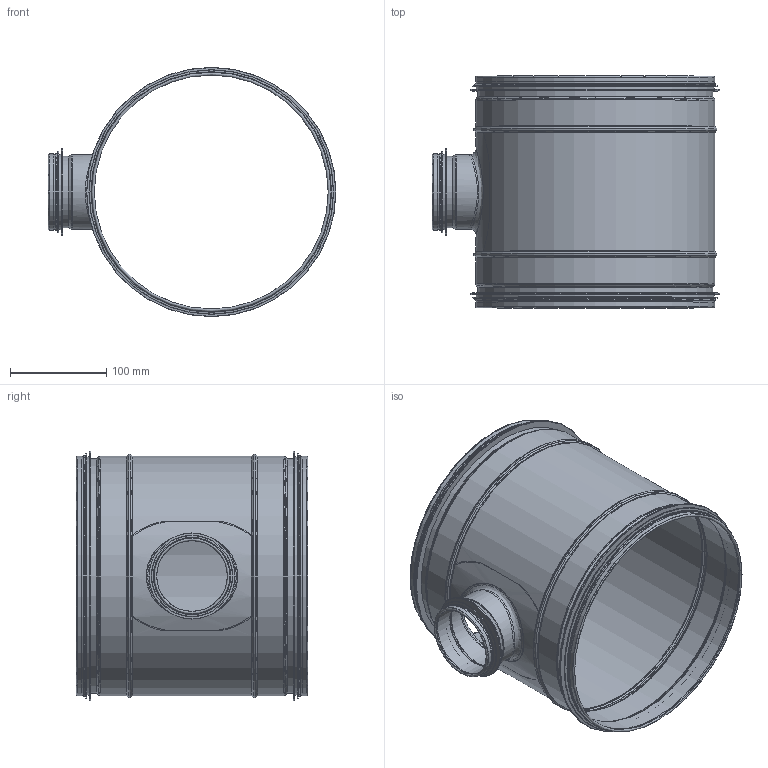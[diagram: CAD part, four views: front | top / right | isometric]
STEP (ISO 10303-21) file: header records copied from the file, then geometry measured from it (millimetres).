
FILE_DESCRIPTION((''),'2;1');
FILE_NAME('HTK_250-80.stp','2014-02-20T15:50:12',(''),(''),'Autodesk Inventor 2013','Autodesk Inventor 2013','');
FILE_SCHEMA(('AUTOMOTIVE_DESIGN { 1 2 10303 214 0 1 1 1 }'));
Length unit declared in the file: millimetre
Products named in the file (6): HTK_250-80; HTKRörämne_250-80; 999007; HPS_250-80; HPSRörämne_250-80; 999002
Assembly tree (6 placements, depth 3):
  HTK_250-80
    HTKRörämne_250-80
    999007  x2
    HPS_250-80
      HPSRörämne_250-80
      999002
Bounding box: 299.35 x 241 x 259.3 mm (x, y, z)
Volume: 169109.3 mm3; surface area: 527476.1 mm2
Topology: 5 solids, 5 shells, 144 faces, 288 edges, 164 vertices
Faces by surface type: cylinder 50, torus 48, cone 22, plane 22, bspline 2
Full cylindrical faces by diameter (mm): 73.25 x1, 74.25 x1, 75.45 x1, 77.05 x1, 78.05 x5, 79.05 x1, 84.45 x1, 89.45 x1, 243.1 x2, 244.1 x2, 245.3 x2, 247.9 x11, 248.9 x5, 254.3 x2, 259.3 x2
Entity records: 3686 total; most frequent: CARTESIAN_POINT 1106, DIRECTION 518, ORIENTED_EDGE 320, AXIS2_PLACEMENT_3D 253, EDGE_LOOP 234, EDGE_CURVE 160, VERTEX_POINT 142, STYLED_ITEM 129
